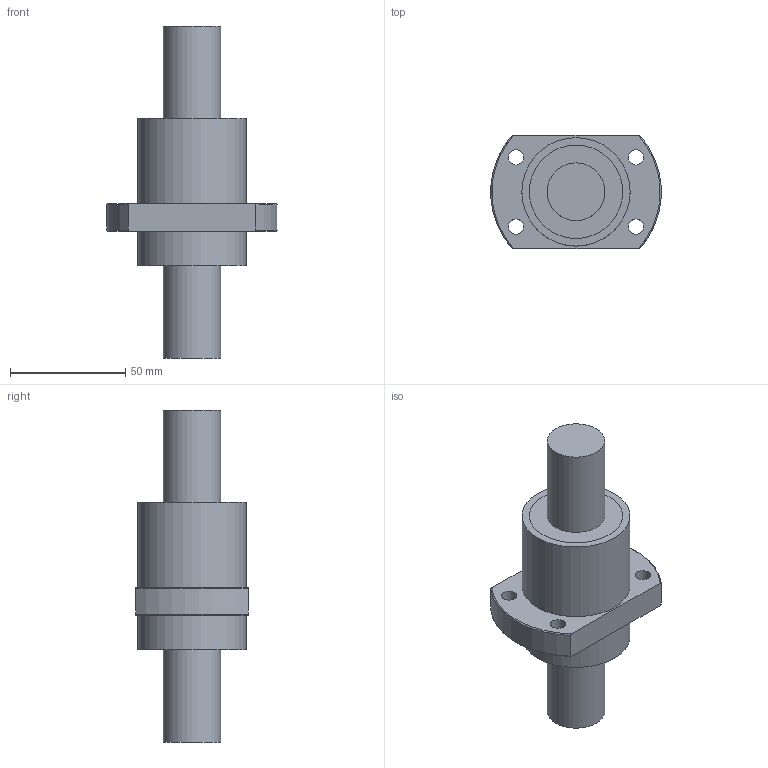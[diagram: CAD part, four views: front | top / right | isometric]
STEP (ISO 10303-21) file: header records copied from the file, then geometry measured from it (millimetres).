
FILE_DESCRIPTION(/* description */ (''),/* implementation_level */ '2;1');
FILE_NAME(/* name */ 'SFY2525.stp',/* time_stamp */ '2013-11-01T09:48:00+08:00',/* author */ (''),/* organization */ (''),/* preprocessor_version */ 'ST-DEVELOPER v11',/* originating_system */ 'SIEMENS UGS NX 6.0',/* authorisation */ '');
FILE_SCHEMA (('CONFIG_CONTROL_DESIGN'));
Length unit declared in the file: millimetre
Products named in the file (1): fann640Fk5nf
Bounding box: 73.76 x 49 x 144 mm (x, y, z)
Volume: 167914.2 mm3; surface area: 41236.9 mm2
Topology: 4 solids, 4 shells, 50 faces, 92 edges, 62 vertices
Faces by surface type: cylinder 24, plane 22, torus 4
Full cylindrical faces by diameter (mm): 6.6 x4, 25 x4, 38 x4, 40.5 x4, 42 x4, 47 x2
Entity records: 1370 total; most frequent: CARTESIAN_POINT 318, DIRECTION 216, ORIENTED_EDGE 136, AXIS2_PLACEMENT_3D 104, EDGE_LOOP 98, FACE_BOUND 88, EDGE_CURVE 68, VERTEX_POINT 60
